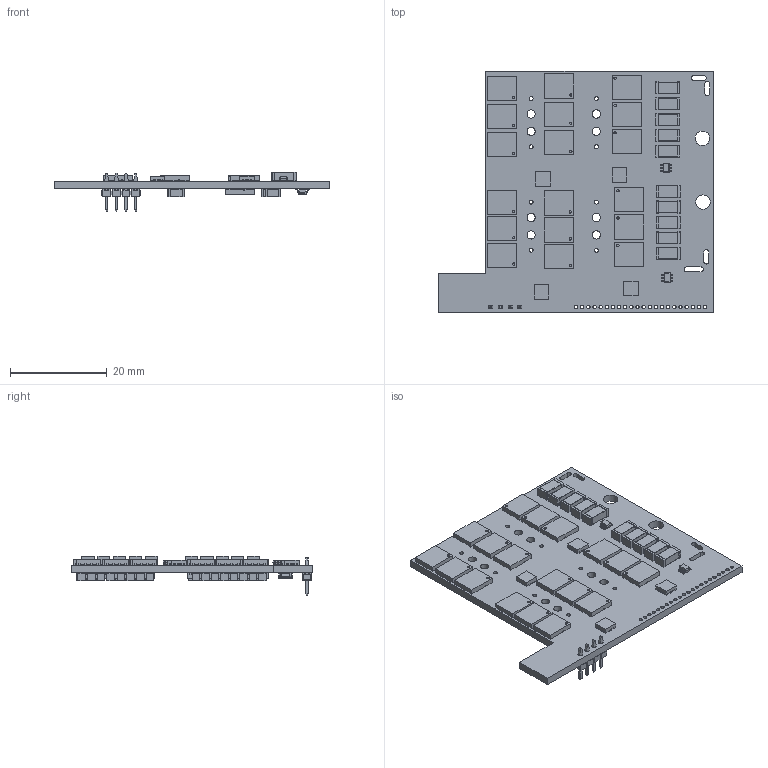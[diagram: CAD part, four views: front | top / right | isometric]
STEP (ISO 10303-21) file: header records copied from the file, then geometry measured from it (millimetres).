
FILE_DESCRIPTION(('KiCad electronic assembly'),'2;1');
FILE_NAME('PMP41017_SecondaryBoard_Cyntec20230129.step', '2024-03-04T16:35:04',('Pcbnew'),('Kicad'), 'Open CASCADE STEP processor 7.7','KiCad to STEP converter','Unknown' );
FILE_SCHEMA(('AUTOMOTIVE_DESIGN { 1 0 10303 214 1 1 1 1 }'));
Length unit declared in the file: millimetre
Products named in the file (16): PMP41017_SecondaryBoard_Cyntec20230129 1; C_2010_5025Metric; DRC0010J; DRC0010J_ASM; CSD17573Q5B; CSD18532Q5B; DCK0006A; C_1206_3216Metric; PTT-104-01-L-S; DBV0005A; PMP41017_SecondaryBoard_Cyntec20230129_PCB
Assembly tree (82 placements, depth 3):
  PMP41017_SecondaryBoard_Cyntec20230129 1
    C_2010_5025Metric  x10
      C_2010_5025Metric
    DRC0010J  x4
      DRC0010J_ASM
    CSD17573Q5B  x24
      CSD18532Q5B
    DCK0006A  x2
      DCK0006A
    C_1206_3216Metric  x32
      C_1206_3216Metric
    PTT-104-01-L-S
      PTT-104-01-L-S
    DBV0005A
      DBV0005A
    PMP41017_SecondaryBoard_Cyntec20230129_PCB
Bounding box: 56.93 x 50 x 8.2 mm (x, y, z)
Volume: 5081.8 mm3; surface area: 10124.9 mm2
Topology: 281 solids, 281 shells, 5404 faces, 14126 edges, 9404 vertices
Faces by surface type: plane 4512, cylinder 884, sphere 8
Full cylindrical faces by diameter (mm): 0.7 x22, 0.8 x8, 0.81 x4, 1.7 x8, 3 x2
Entity records: 27186 total; most frequent: CARTESIAN_POINT 4717, ORIENTED_EDGE 4384, DIRECTION 4326, EDGE_CURVE 2192, LINE 1828, VECTOR 1828, VERTEX_POINT 1448, AXIS2_PLACEMENT_3D 1249
